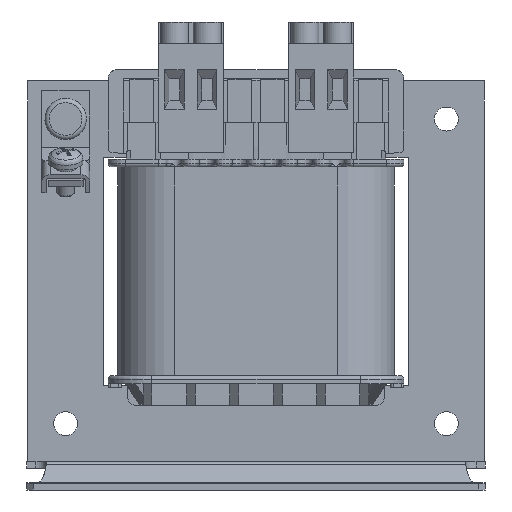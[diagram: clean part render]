
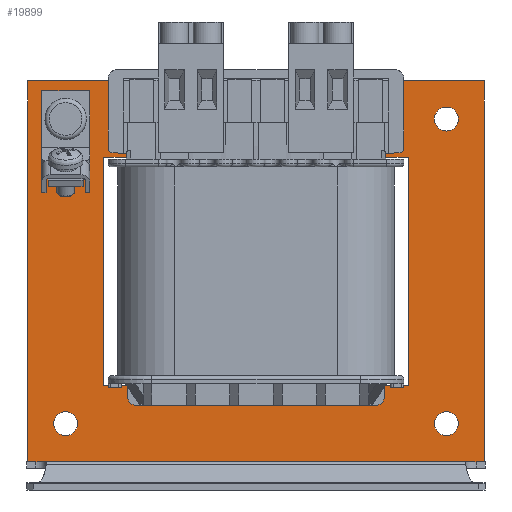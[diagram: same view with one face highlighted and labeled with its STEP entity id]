
A CAD part, front view. The second image highlights one B-rep face of the part: STEP entity #19899.
In plain terms, the highlighted planar face has unit normal (0, -1, 0).
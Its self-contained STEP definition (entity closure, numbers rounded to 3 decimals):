
#224=FACE_BOUND('',#2657,.T.);
#225=FACE_BOUND('',#2658,.T.);
#226=FACE_BOUND('',#2659,.T.);
#227=FACE_BOUND('',#2660,.T.);
#228=FACE_BOUND('',#2661,.T.);
#1614=FACE_OUTER_BOUND('',#2656,.T.);
#2656=EDGE_LOOP('',(#16813,#16814,#16815,#16816,#16817,#16818,#16819,#16820,
#16821,#16822));
#2657=EDGE_LOOP('',(#16823,#16824,#16825,#16826));
#2658=EDGE_LOOP('',(#16827));
#2659=EDGE_LOOP('',(#16828));
#2660=EDGE_LOOP('',(#16829));
#2661=EDGE_LOOP('',(#16830,#16831,#16832,#16833,#16834,#16835,#16836,#16837,
#16838,#16839,#16840,#16841,#16842,#16843,#16844,#16845));
#3209=CIRCLE('',#21339,2.75);
#3210=CIRCLE('',#21340,2.75);
#3211=CIRCLE('',#21341,2.75);
#4052=LINE('',#29607,#6043);
#4054=LINE('',#29615,#6045);
#4058=LINE('',#29623,#6049);
#4150=LINE('',#29927,#6141);
#4151=LINE('',#29930,#6142);
#4599=LINE('',#31391,#6590);
#4614=LINE('',#31423,#6605);
#4819=LINE('',#31873,#6810);
#4837=LINE('',#32759,#6828);
#4839=LINE('',#32782,#6830);
#4840=LINE('',#32786,#6831);
#5031=LINE('',#33572,#7022);
#5099=LINE('',#33721,#7090);
#5103=LINE('',#34379,#7094);
#5104=LINE('',#34383,#7095);
#5134=LINE('',#34505,#7125);
#5135=LINE('',#34507,#7126);
#5136=LINE('',#34508,#7127);
#5137=LINE('',#34509,#7128);
#5138=LINE('',#34510,#7129);
#5139=LINE('',#34513,#7130);
#5140=LINE('',#34515,#7131);
#5141=LINE('',#34517,#7132);
#5142=LINE('',#34518,#7133);
#5143=LINE('',#34526,#7134);
#5144=LINE('',#34528,#7135);
#5145=LINE('',#34529,#7136);
#5146=LINE('',#34531,#7137);
#5147=LINE('',#34533,#7138);
#5148=LINE('',#34534,#7139);
#6043=VECTOR('',#22966,10.);
#6045=VECTOR('',#22972,10.);
#6049=VECTOR('',#22976,10.);
#6141=VECTOR('',#23202,10.);
#6142=VECTOR('',#23205,10.);
#6590=VECTOR('',#24085,10.);
#6605=VECTOR('',#24112,10.);
#6810=VECTOR('',#24547,10.);
#6828=VECTOR('',#24857,10.);
#6830=VECTOR('',#24875,10.);
#6831=VECTOR('',#24882,10.);
#7022=VECTOR('',#25425,10.);
#7090=VECTOR('',#25631,10.);
#7094=VECTOR('',#25855,10.);
#7095=VECTOR('',#25862,10.);
#7125=VECTOR('',#26004,10.);
#7126=VECTOR('',#26005,10.);
#7127=VECTOR('',#26006,10.);
#7128=VECTOR('',#26007,10.);
#7129=VECTOR('',#26008,10.);
#7130=VECTOR('',#26009,1.);
#7131=VECTOR('',#26010,1.);
#7132=VECTOR('',#26011,1.);
#7133=VECTOR('',#26012,1.);
#7134=VECTOR('',#26019,10.);
#7135=VECTOR('',#26020,10.);
#7136=VECTOR('',#26021,10.);
#7137=VECTOR('',#26022,10.);
#7138=VECTOR('',#26023,10.);
#7139=VECTOR('',#26024,10.);
#7942=VERTEX_POINT('',#29605);
#7943=VERTEX_POINT('',#29606);
#7946=VERTEX_POINT('',#29612);
#7947=VERTEX_POINT('',#29614);
#7950=VERTEX_POINT('',#29620);
#7951=VERTEX_POINT('',#29622);
#8028=VERTEX_POINT('',#29925);
#8029=VERTEX_POINT('',#29929);
#8051=VERTEX_POINT('',#29976);
#8058=VERTEX_POINT('',#29990);
#8060=VERTEX_POINT('',#29996);
#8063=VERTEX_POINT('',#30001);
#8516=VERTEX_POINT('',#31387);
#8528=VERTEX_POINT('',#31422);
#8658=VERTEX_POINT('',#31872);
#8694=VERTEX_POINT('',#32756);
#8695=VERTEX_POINT('',#32758);
#8696=VERTEX_POINT('',#32780);
#8844=VERTEX_POINT('',#33720);
#8850=VERTEX_POINT('',#34377);
#8874=VERTEX_POINT('',#34504);
#8875=VERTEX_POINT('',#34506);
#8876=VERTEX_POINT('',#34511);
#8877=VERTEX_POINT('',#34512);
#8878=VERTEX_POINT('',#34514);
#8879=VERTEX_POINT('',#34516);
#8880=VERTEX_POINT('',#34519);
#8881=VERTEX_POINT('',#34521);
#8882=VERTEX_POINT('',#34523);
#8883=VERTEX_POINT('',#34525);
#8884=VERTEX_POINT('',#34527);
#8885=VERTEX_POINT('',#34530);
#8886=VERTEX_POINT('',#34532);
#10019=EDGE_CURVE('',#7942,#7943,#4052,.T.);
#10023=EDGE_CURVE('',#7946,#7947,#4054,.T.);
#10027=EDGE_CURVE('',#7950,#7951,#4058,.T.);
#10151=EDGE_CURVE('',#8028,#7946,#4150,.T.);
#10152=EDGE_CURVE('',#7943,#8029,#4151,.T.);
#10731=EDGE_CURVE('',#8516,#8051,#4599,.T.);
#10749=EDGE_CURVE('',#8528,#8516,#4614,.T.);
#10988=EDGE_CURVE('',#8058,#8658,#4819,.T.);
#11102=EDGE_CURVE('',#8695,#8694,#4837,.T.);
#11109=EDGE_CURVE('',#8696,#8695,#4839,.T.);
#11111=EDGE_CURVE('',#8696,#8658,#4840,.T.);
#11375=EDGE_CURVE('',#8060,#8528,#5031,.T.);
#11444=EDGE_CURVE('',#8844,#8063,#5099,.T.);
#11513=EDGE_CURVE('',#8850,#8694,#5103,.T.);
#11515=EDGE_CURVE('',#8850,#8844,#5104,.T.);
#11565=EDGE_CURVE('',#8874,#8028,#5134,.T.);
#11566=EDGE_CURVE('',#8875,#8874,#5135,.T.);
#11567=EDGE_CURVE('',#8029,#8875,#5136,.T.);
#11568=EDGE_CURVE('',#7951,#7942,#5137,.T.);
#11569=EDGE_CURVE('',#7947,#7950,#5138,.T.);
#11570=EDGE_CURVE('',#8876,#8877,#5139,.T.);
#11571=EDGE_CURVE('',#8876,#8878,#5140,.T.);
#11572=EDGE_CURVE('',#8878,#8879,#5141,.T.);
#11573=EDGE_CURVE('',#8879,#8877,#5142,.T.);
#11574=EDGE_CURVE('',#8880,#8880,#3209,.T.);
#11575=EDGE_CURVE('',#8881,#8881,#3210,.T.);
#11576=EDGE_CURVE('',#8882,#8882,#3211,.T.);
#11577=EDGE_CURVE('',#8051,#8883,#5143,.T.);
#11578=EDGE_CURVE('',#8883,#8884,#5144,.T.);
#11579=EDGE_CURVE('',#8884,#8058,#5145,.T.);
#11580=EDGE_CURVE('',#8063,#8885,#5146,.T.);
#11581=EDGE_CURVE('',#8885,#8886,#5147,.T.);
#11582=EDGE_CURVE('',#8886,#8060,#5148,.T.);
#16813=ORIENTED_EDGE('',*,*,#11565,.F.);
#16814=ORIENTED_EDGE('',*,*,#11566,.F.);
#16815=ORIENTED_EDGE('',*,*,#11567,.F.);
#16816=ORIENTED_EDGE('',*,*,#10152,.F.);
#16817=ORIENTED_EDGE('',*,*,#10019,.F.);
#16818=ORIENTED_EDGE('',*,*,#11568,.F.);
#16819=ORIENTED_EDGE('',*,*,#10027,.F.);
#16820=ORIENTED_EDGE('',*,*,#11569,.F.);
#16821=ORIENTED_EDGE('',*,*,#10023,.F.);
#16822=ORIENTED_EDGE('',*,*,#10151,.F.);
#16823=ORIENTED_EDGE('',*,*,#11570,.F.);
#16824=ORIENTED_EDGE('',*,*,#11571,.T.);
#16825=ORIENTED_EDGE('',*,*,#11572,.T.);
#16826=ORIENTED_EDGE('',*,*,#11573,.T.);
#16827=ORIENTED_EDGE('',*,*,#11574,.T.);
#16828=ORIENTED_EDGE('',*,*,#11575,.T.);
#16829=ORIENTED_EDGE('',*,*,#11576,.T.);
#16830=ORIENTED_EDGE('',*,*,#11375,.T.);
#16831=ORIENTED_EDGE('',*,*,#10749,.T.);
#16832=ORIENTED_EDGE('',*,*,#10731,.T.);
#16833=ORIENTED_EDGE('',*,*,#11577,.T.);
#16834=ORIENTED_EDGE('',*,*,#11578,.T.);
#16835=ORIENTED_EDGE('',*,*,#11579,.T.);
#16836=ORIENTED_EDGE('',*,*,#10988,.T.);
#16837=ORIENTED_EDGE('',*,*,#11111,.F.);
#16838=ORIENTED_EDGE('',*,*,#11109,.T.);
#16839=ORIENTED_EDGE('',*,*,#11102,.T.);
#16840=ORIENTED_EDGE('',*,*,#11513,.F.);
#16841=ORIENTED_EDGE('',*,*,#11515,.T.);
#16842=ORIENTED_EDGE('',*,*,#11444,.T.);
#16843=ORIENTED_EDGE('',*,*,#11580,.T.);
#16844=ORIENTED_EDGE('',*,*,#11581,.T.);
#16845=ORIENTED_EDGE('',*,*,#11582,.T.);
#17933=PLANE('',#21338);
#19899=ADVANCED_FACE('',(#1614,#224,#225,#226,#227,#228),#17933,.T.);
#21338=AXIS2_PLACEMENT_3D('',#34503,#26002,#26003);
#21339=AXIS2_PLACEMENT_3D('',#34520,#26013,#26014);
#21340=AXIS2_PLACEMENT_3D('',#34522,#26015,#26016);
#21341=AXIS2_PLACEMENT_3D('',#34524,#26017,#26018);
#22966=DIRECTION('',(-1.,0.,0.));
#22972=DIRECTION('',(-1.,0.,0.));
#22976=DIRECTION('',(-1.,0.,0.));
#23202=DIRECTION('',(-1.,0.,0.));
#23205=DIRECTION('',(-1.,0.,0.));
#24085=DIRECTION('',(0.,0.,1.));
#24112=DIRECTION('',(-1.,0.,0.));
#24547=DIRECTION('',(0.,0.,1.));
#24857=DIRECTION('',(1.,0.,0.));
#24875=DIRECTION('',(0.,0.,1.));
#24882=DIRECTION('',(0.995,0.,-0.095));
#25425=DIRECTION('',(0.,0.,-1.));
#25631=DIRECTION('',(0.,0.,-1.));
#25855=DIRECTION('',(0.,0.,1.));
#25862=DIRECTION('',(-0.995,0.,-0.095));
#26002=DIRECTION('center_axis',(0.,-1.,0.));
#26003=DIRECTION('ref_axis',(0.,0.,1.));
#26004=DIRECTION('',(0.,0.,-1.));
#26005=DIRECTION('',(1.,0.,0.));
#26006=DIRECTION('',(0.,0.,1.));
#26007=DIRECTION('',(-1.,0.,0.));
#26008=DIRECTION('',(-1.,0.,0.));
#26009=DIRECTION('',(-1.,0.,0.));
#26010=DIRECTION('',(0.,0.,-1.));
#26011=DIRECTION('',(-1.,0.,0.));
#26012=DIRECTION('',(0.,0.,1.));
#26013=DIRECTION('center_axis',(0.,1.,0.));
#26014=DIRECTION('ref_axis',(-1.,0.,0.));
#26015=DIRECTION('center_axis',(0.,1.,0.));
#26016=DIRECTION('ref_axis',(-1.,0.,0.));
#26017=DIRECTION('center_axis',(0.,1.,0.));
#26018=DIRECTION('ref_axis',(-1.,0.,0.));
#26019=DIRECTION('',(-1.,0.,0.));
#26020=DIRECTION('',(0.,0.,1.));
#26021=DIRECTION('',(1.,0.,0.));
#26022=DIRECTION('',(1.,0.,0.));
#26023=DIRECTION('',(0.,0.,-1.));
#26024=DIRECTION('',(-1.,0.,0.));
#29605=CARTESIAN_POINT('',(-22.,-18.75,-43.75));
#29606=CARTESIAN_POINT('',(-48.865,-18.75,-43.75));
#29607=CARTESIAN_POINT('',(52.5,-18.75,-43.75));
#29612=CARTESIAN_POINT('',(48.865,-18.75,-43.75));
#29614=CARTESIAN_POINT('',(22.,-18.75,-43.75));
#29615=CARTESIAN_POINT('',(52.5,-18.75,-43.75));
#29620=CARTESIAN_POINT('',(12.,-18.75,-43.75));
#29622=CARTESIAN_POINT('',(-12.,-18.75,-43.75));
#29623=CARTESIAN_POINT('',(52.5,-18.75,-43.75));
#29925=CARTESIAN_POINT('',(52.5,-18.75,-43.75));
#29927=CARTESIAN_POINT('',(52.5,-18.75,-43.75));
#29929=CARTESIAN_POINT('',(-52.5,-18.75,-43.75));
#29930=CARTESIAN_POINT('',(52.5,-18.75,-43.75));
#29976=CARTESIAN_POINT('',(-29.5,-18.75,-26.25));
#29990=CARTESIAN_POINT('',(-29.8,-18.75,26.25));
#29996=CARTESIAN_POINT('',(29.5,-18.75,-26.25));
#30001=CARTESIAN_POINT('',(29.8,-18.75,26.25));
#31387=CARTESIAN_POINT('',(-29.5,-18.75,-28.3));
#31391=CARTESIAN_POINT('',(-29.5,-18.75,-12.9));
#31422=CARTESIAN_POINT('',(29.5,-18.75,-28.3));
#31423=CARTESIAN_POINT('',(-9.,-18.75,-28.3));
#31872=CARTESIAN_POINT('',(-29.8,-18.75,28.005));
#31873=CARTESIAN_POINT('',(-29.8,-18.75,13.9));
#32756=CARTESIAN_POINT('',(33.,-18.75,32.8));
#32758=CARTESIAN_POINT('',(-33.,-18.75,32.8));
#32759=CARTESIAN_POINT('',(0.,-18.75,32.8));
#32780=CARTESIAN_POINT('',(-33.,-18.75,28.309));
#32782=CARTESIAN_POINT('',(-33.,-18.75,24.));
#32786=CARTESIAN_POINT('',(-33.905,-18.75,28.395));
#33572=CARTESIAN_POINT('',(29.5,-18.75,-12.9));
#33720=CARTESIAN_POINT('',(29.8,-18.75,28.005));
#33721=CARTESIAN_POINT('',(29.8,-18.75,13.9));
#34377=CARTESIAN_POINT('',(33.,-18.75,28.309));
#34379=CARTESIAN_POINT('',(33.,-18.75,24.));
#34383=CARTESIAN_POINT('',(33.905,-18.75,28.395));
#34503=CARTESIAN_POINT('Origin',(0.,-18.75,0.));
#34504=CARTESIAN_POINT('',(52.5,-18.75,43.75));
#34505=CARTESIAN_POINT('',(52.5,-18.75,43.75));
#34506=CARTESIAN_POINT('',(-52.5,-18.75,43.75));
#34507=CARTESIAN_POINT('',(-52.5,-18.75,43.75));
#34508=CARTESIAN_POINT('',(-52.5,-18.75,-43.75));
#34509=CARTESIAN_POINT('',(52.5,-18.75,-43.75));
#34510=CARTESIAN_POINT('',(52.5,-18.75,-43.75));
#34511=CARTESIAN_POINT('',(-38.25,-18.75,41.5));
#34512=CARTESIAN_POINT('',(-49.25,-18.75,41.5));
#34513=CARTESIAN_POINT('',(-38.25,-18.75,41.5));
#34514=CARTESIAN_POINT('',(-38.25,-18.75,27.544));
#34515=CARTESIAN_POINT('',(-38.25,-18.75,41.5));
#34516=CARTESIAN_POINT('',(-49.25,-18.75,27.544));
#34517=CARTESIAN_POINT('',(-38.25,-18.75,27.544));
#34518=CARTESIAN_POINT('',(-49.25,-18.75,41.5));
#34519=CARTESIAN_POINT('',(46.5,-18.75,-35.));
#34520=CARTESIAN_POINT('Origin',(43.75,-18.75,-35.));
#34521=CARTESIAN_POINT('',(-41.,-18.75,-35.));
#34522=CARTESIAN_POINT('Origin',(-43.75,-18.75,-35.));
#34523=CARTESIAN_POINT('',(46.5,-18.75,35.));
#34524=CARTESIAN_POINT('Origin',(43.75,-18.75,35.));
#34525=CARTESIAN_POINT('',(-35.,-18.75,-26.25));
#34526=CARTESIAN_POINT('',(-8.75,-18.75,-26.25));
#34527=CARTESIAN_POINT('',(-35.,-18.75,26.25));
#34528=CARTESIAN_POINT('',(-35.,-18.75,-13.125));
#34529=CARTESIAN_POINT('',(-17.5,-18.75,26.25));
#34530=CARTESIAN_POINT('',(35.,-18.75,26.25));
#34531=CARTESIAN_POINT('',(8.75,-18.75,26.25));
#34532=CARTESIAN_POINT('',(35.,-18.75,-26.25));
#34533=CARTESIAN_POINT('',(35.,-18.75,13.125));
#34534=CARTESIAN_POINT('',(17.5,-18.75,-26.25));
